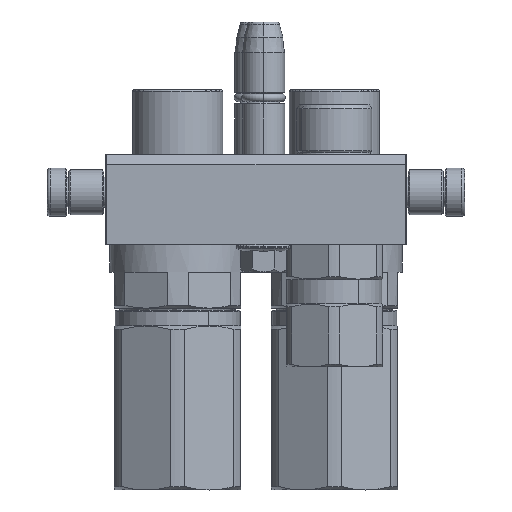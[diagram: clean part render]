
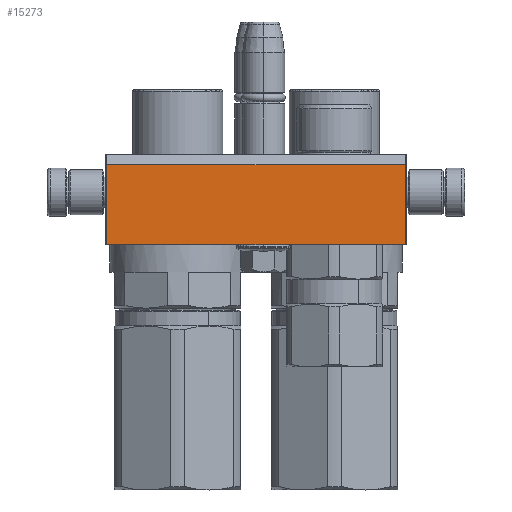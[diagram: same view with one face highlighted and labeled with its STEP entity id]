
A CAD part, left-side view. The second image highlights one B-rep face of the part: STEP entity #15273.
In plain terms, the highlighted face is planar.
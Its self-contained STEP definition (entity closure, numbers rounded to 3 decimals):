
#24 = PLANE ( 'NONE',  #13165 ) ;
#777 = DIRECTION ( 'NONE',  ( 1., 0., 0. ) ) ;
#1998 = VERTEX_POINT ( 'NONE', #47851 ) ;
#2428 = EDGE_CURVE ( 'NONE', #26772, #1998, #49444, .T. ) ;
#2521 = CARTESIAN_POINT ( 'NONE',  ( -49.5, -15., 56. ) ) ;
#9528 = CARTESIAN_POINT ( 'NONE',  ( -50., -15., 56. ) ) ;
#9634 = DIRECTION ( 'NONE',  ( 0., 1., 0. ) ) ;
#10837 = LINE ( 'NONE', #54107, #46255 ) ;
#11169 = CARTESIAN_POINT ( 'NONE',  ( 49.5, -15., 56. ) ) ;
#11487 = DIRECTION ( 'NONE',  ( 1., 0., 0. ) ) ;
#12699 = EDGE_CURVE ( 'NONE', #22002, #43096, #10837, .T. ) ;
#13165 = AXIS2_PLACEMENT_3D ( 'NONE', #9528, #35884, #777 ) ;
#15273 = ADVANCED_FACE ( 'NONE', ( #53283 ), #24, .T. ) ;
#15420 = ORIENTED_EDGE ( 'NONE', *, *, #2428, .T. ) ;
#19264 = CARTESIAN_POINT ( 'NONE',  ( -49.5, 11.536, 56. ) ) ;
#20510 = DIRECTION ( 'NONE',  ( 0., 1., 0. ) ) ;
#21422 = ORIENTED_EDGE ( 'NONE', *, *, #12699, .F. ) ;
#22002 = VERTEX_POINT ( 'NONE', #57672 ) ;
#23888 = DIRECTION ( 'NONE',  ( 1., 0., 0. ) ) ;
#25929 = EDGE_LOOP ( 'NONE', ( #45251, #15420, #39927, #21422 ) ) ;
#25933 = CARTESIAN_POINT ( 'NONE',  ( -49.5, 11.536, 56. ) ) ;
#26772 = VERTEX_POINT ( 'NONE', #11169 ) ;
#28841 = EDGE_CURVE ( 'NONE', #22002, #26772, #55499, .T. ) ;
#32217 = VECTOR ( 'NONE', #23888, 1000. ) ;
#34084 = VECTOR ( 'NONE', #20510, 1000. ) ;
#35884 = DIRECTION ( 'NONE',  ( 0., 0., 1. ) ) ;
#37083 = LINE ( 'NONE', #19264, #32217 ) ;
#38170 = CARTESIAN_POINT ( 'NONE',  ( 49.5, -15., 56. ) ) ;
#39927 = ORIENTED_EDGE ( 'NONE', *, *, #56837, .F. ) ;
#43096 = VERTEX_POINT ( 'NONE', #25933 ) ;
#45251 = ORIENTED_EDGE ( 'NONE', *, *, #28841, .T. ) ;
#46255 = VECTOR ( 'NONE', #9634, 1000. ) ;
#47851 = CARTESIAN_POINT ( 'NONE',  ( 49.5, 11.536, 56. ) ) ;
#49444 = LINE ( 'NONE', #38170, #34084 ) ;
#51286 = VECTOR ( 'NONE', #11487, 1000. ) ;
#53283 = FACE_OUTER_BOUND ( 'NONE', #25929, .T. ) ;
#54107 = CARTESIAN_POINT ( 'NONE',  ( -49.5, -15., 56. ) ) ;
#55499 = LINE ( 'NONE', #2521, #51286 ) ;
#56837 = EDGE_CURVE ( 'NONE', #43096, #1998, #37083, .T. ) ;
#57672 = CARTESIAN_POINT ( 'NONE',  ( -49.5, -15., 56. ) ) ;
